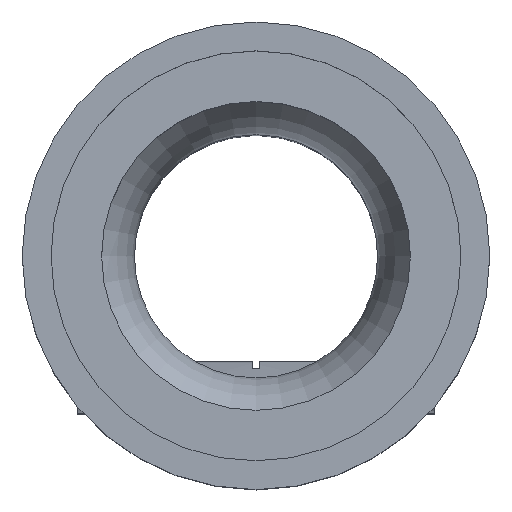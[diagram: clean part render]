
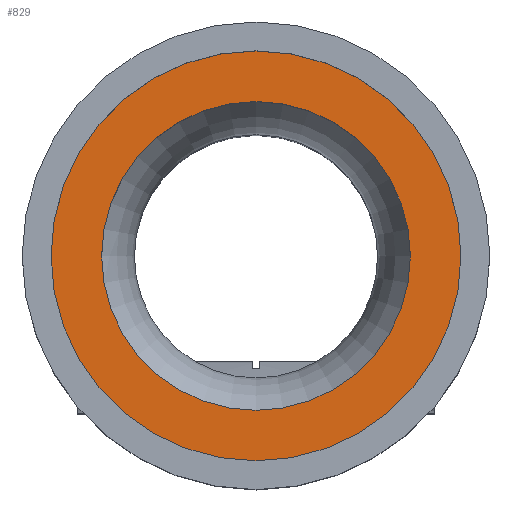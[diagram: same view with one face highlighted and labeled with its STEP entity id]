
A CAD part, top view. The second image highlights one B-rep face of the part: STEP entity #829.
In plain terms, the highlighted planar face has unit normal (0, 0, 1).
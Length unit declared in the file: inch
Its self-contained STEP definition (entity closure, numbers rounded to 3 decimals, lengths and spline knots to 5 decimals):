
#183=PLANE($,#907);
#211=FACE_BOUND($,#324,.T.);
#212=FACE_BOUND($,#325,.T.);
#324=EDGE_LOOP($,(#751));
#325=EDGE_LOOP($,(#752));
#367=CIRCLE($,#906,0.107);
#368=CIRCLE($,#908,0.142);
#447=VERTEX_POINT($,#1619);
#448=VERTEX_POINT($,#1622);
#557=EDGE_CURVE($,#447,#447,#367,.T.);
#558=EDGE_CURVE($,#448,#448,#368,.T.);
#751=ORIENTED_EDGE($,*,*,#557,.T.);
#752=ORIENTED_EDGE($,*,*,#558,.F.);
#829=ADVANCED_FACE($,(#211,#212),#183,.T.);
#906=AXIS2_PLACEMENT_3D($,#1620,#1105,#1106);
#907=AXIS2_PLACEMENT_3D($,#1621,#1107,#1108);
#908=AXIS2_PLACEMENT_3D($,#1623,#1109,#1110);
#1105=DIRECTION('center_axis',(0.,0.,-1.));
#1106=DIRECTION('ref_axis',(1.,0.,0.));
#1107=DIRECTION('center_axis',(0.,0.,1.));
#1108=DIRECTION('ref_axis',(1.,0.,0.));
#1109=DIRECTION('center_axis',(0.,0.,-1.));
#1110=DIRECTION('ref_axis',(1.,0.,0.));
#1619=CARTESIAN_POINT('',(-0.107,0.,0.52671));
#1620=CARTESIAN_POINT('Origin',(0.,0.,0.52671));
#1621=CARTESIAN_POINT('Origin',(-0.142,0.,0.52671));
#1622=CARTESIAN_POINT('',(-0.142,0.,0.52671));
#1623=CARTESIAN_POINT('Origin',(0.,0.,0.52671));
